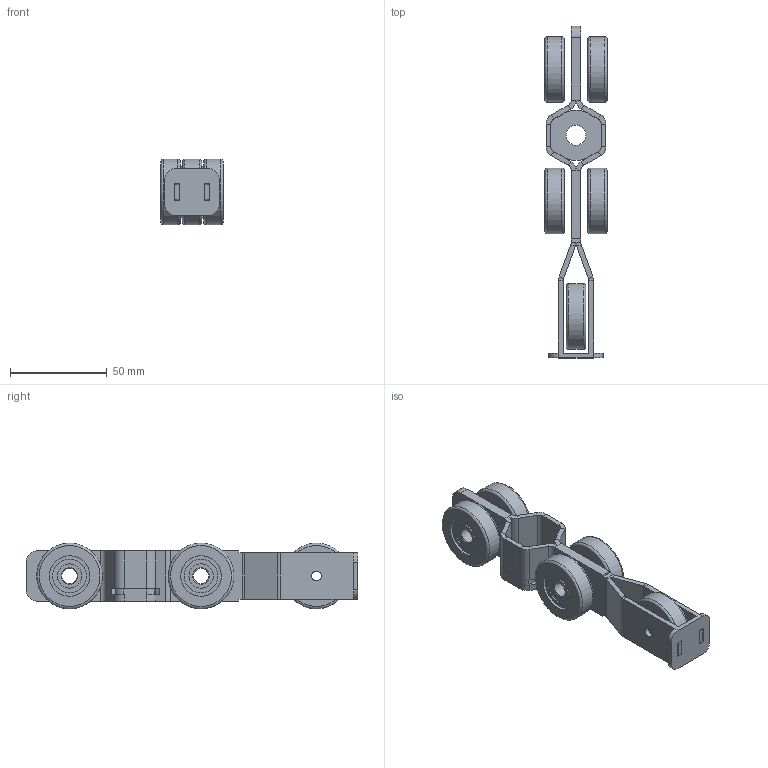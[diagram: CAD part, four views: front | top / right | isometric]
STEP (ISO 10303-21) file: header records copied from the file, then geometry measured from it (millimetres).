
FILE_DESCRIPTION(/* description */ (''),/* implementation_level */ '2;1');
FILE_NAME(/* name */ '13240.stp',/* time_stamp */ '2025-01-21T10:02:16+01:00',/* author */ ('Didierr'),/* organization */ (''),/* preprocessor_version */ 'ST-DEVELOPER v18.1',/* originating_system */ 'Autodesk Inventor 2021',/* authorisation */ '');
FILE_SCHEMA (('CONFIG_CONTROL_DESIGN'));
Length unit declared in the file: millimetre
Products named in the file (1): Pièce3
Bounding box: 32.2 x 171.66 x 33.92 mm (x, y, z)
Volume: 57693.3 mm3; surface area: 40787.9 mm2
Topology: 36 solids, 51 shells, 456 faces, 1074 edges, 664 vertices
Faces by surface type: plane 211, cylinder 125, torus 90, sphere 30
Full cylindrical faces by diameter (mm): 5.1 x2, 8 x5, 10.3 x1, 12.564 x20, 17.436 x20, 21 x10, 22 x10, 34 x5
Entity records: 14312 total; most frequent: DIRECTION 2594, CARTESIAN_POINT 2319, ORIENTED_EDGE 2156, EDGE_CURVE 1078, AXIS2_PLACEMENT_3D 1059, VERTEX_POINT 784, CIRCLE 602, EDGE_LOOP 592
